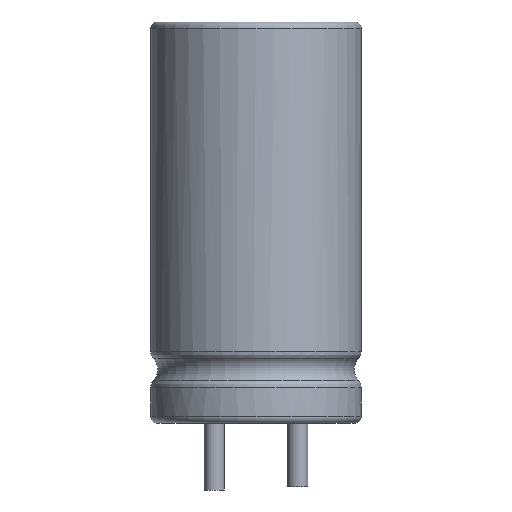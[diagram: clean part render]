
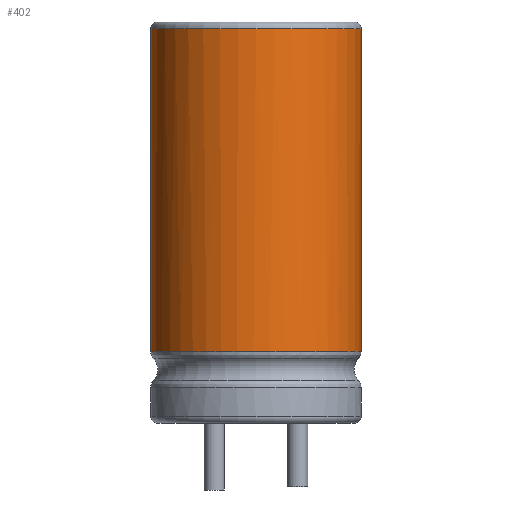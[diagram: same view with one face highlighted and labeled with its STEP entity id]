
A CAD part, front view. The second image highlights one B-rep face of the part: STEP entity #402.
In plain terms, the highlighted cylindrical face has radius 3.15 mm (diameter 6.3 mm), a full revolution.
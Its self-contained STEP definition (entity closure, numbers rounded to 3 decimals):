
#334 = VERTEX_POINT('',#335);
#335 = CARTESIAN_POINT('',(-1.9,0.,2.135));
#341 = EDGE_CURVE('',#334,#334,#342,.T.);
#342 = ( BOUNDED_CURVE() B_SPLINE_CURVE(13,(#343,#344,#345,#346,#347,
#348,#349,#350,#351,#352,#353,#354,#355,#356),.UNSPECIFIED.,.T.,.F.)
B_SPLINE_CURVE_WITH_KNOTS((14,14),(0.,19.792),
.PIECEWISE_BEZIER_KNOTS.) CURVE() GEOMETRIC_REPRESENTATION_ITEM()
RATIONAL_B_SPLINE_CURVE((1.,1.,1.,1.,
1.,1.,1.,1.,
1.,1.,1.,1.,1.,1.))
REPRESENTATION_ITEM('') );
#343 = CARTESIAN_POINT('',(-1.9,0.,2.135));
#344 = CARTESIAN_POINT('',(-1.9,-1.5,
2.135));
#345 = CARTESIAN_POINT('',(-1.125,-3.035,
2.135));
#346 = CARTESIAN_POINT('',(0.471,-4.133,2.135
));
#347 = CARTESIAN_POINT('',(2.667,-4.302,2.135
));
#348 = CARTESIAN_POINT('',(4.564,-3.132,2.135
));
#349 = CARTESIAN_POINT('',(5.956,-1.424,2.135)
);
#350 = CARTESIAN_POINT('',(5.956,1.424,2.135)
);
#351 = CARTESIAN_POINT('',(4.564,3.132,2.135));
#352 = CARTESIAN_POINT('',(2.667,4.302,2.135)
);
#353 = CARTESIAN_POINT('',(0.471,4.133,2.135)
);
#354 = CARTESIAN_POINT('',(-1.125,3.035,2.135));
#355 = CARTESIAN_POINT('',(-1.9,1.5,2.135));
#356 = CARTESIAN_POINT('',(-1.9,0.,2.135));
#402 = ADVANCED_FACE('',(#403),#422,.T.);
#403 = FACE_BOUND('',#404,.T.);
#404 = EDGE_LOOP('',(#405,#413,#414,#415));
#405 = ORIENTED_EDGE('',*,*,#406,.F.);
#406 = EDGE_CURVE('',#334,#407,#409,.T.);
#407 = VERTEX_POINT('',#408);
#408 = CARTESIAN_POINT('',(-1.9,0.,11.8));
#409 = LINE('',#410,#411);
#410 = CARTESIAN_POINT('',(-1.9,0.,2.));
#411 = VECTOR('',#412,1.);
#412 = DIRECTION('',(0.,0.,1.));
#413 = ORIENTED_EDGE('',*,*,#341,.T.);
#414 = ORIENTED_EDGE('',*,*,#406,.T.);
#415 = ORIENTED_EDGE('',*,*,#416,.F.);
#416 = EDGE_CURVE('',#407,#407,#417,.T.);
#417 = CIRCLE('',#418,3.15);
#418 = AXIS2_PLACEMENT_3D('',#419,#420,#421);
#419 = CARTESIAN_POINT('',(1.25,0.,11.8));
#420 = DIRECTION('',(0.,0.,1.));
#421 = DIRECTION('',(-1.,0.,0.));
#422 = CYLINDRICAL_SURFACE('',#423,3.15);
#423 = AXIS2_PLACEMENT_3D('',#424,#425,#426);
#424 = CARTESIAN_POINT('',(1.25,0.,2.));
#425 = DIRECTION('',(0.,0.,1.));
#426 = DIRECTION('',(-1.,0.,0.));
